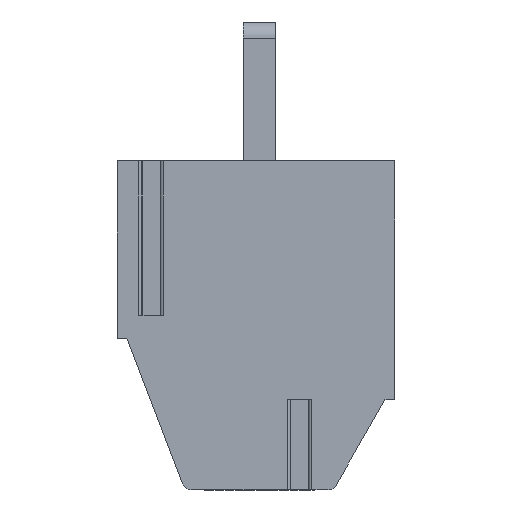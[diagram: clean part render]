
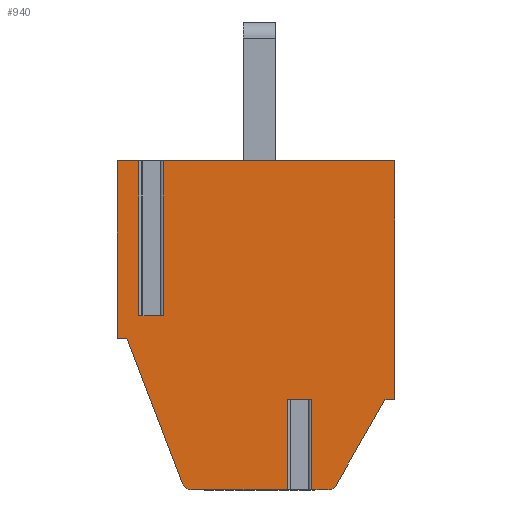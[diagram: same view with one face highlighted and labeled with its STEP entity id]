
A CAD part, front view. The second image highlights one B-rep face of the part: STEP entity #940.
In plain terms, the highlighted planar face has unit normal (0, -1, 0).
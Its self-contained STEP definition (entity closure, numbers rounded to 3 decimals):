
#940 = ADVANCED_FACE( '', ( #2567 ), #2568, .F. );
#2567 = FACE_OUTER_BOUND( '', #4986, .T. );
#2568 = PLANE( '', #4987 );
#4986 = EDGE_LOOP( '', ( #7852, #7853, #7854, #7855, #7856, #7857, #7858, #7859, #7860, #7861, #7862, #7863, #7864, #7865, #7866, #7867, #7868, #7869 ) );
#4987 = AXIS2_PLACEMENT_3D( '', #7870, #7871, #7872 );
#7852 = ORIENTED_EDGE( '', *, *, #14586, .T. );
#7853 = ORIENTED_EDGE( '', *, *, #14587, .F. );
#7854 = ORIENTED_EDGE( '', *, *, #14588, .F. );
#7855 = ORIENTED_EDGE( '', *, *, #14589, .F. );
#7856 = ORIENTED_EDGE( '', *, *, #14590, .F. );
#7857 = ORIENTED_EDGE( '', *, *, #14591, .F. );
#7858 = ORIENTED_EDGE( '', *, *, #14592, .T. );
#7859 = ORIENTED_EDGE( '', *, *, #14593, .F. );
#7860 = ORIENTED_EDGE( '', *, *, #14594, .F. );
#7861 = ORIENTED_EDGE( '', *, *, #14595, .T. );
#7862 = ORIENTED_EDGE( '', *, *, #14596, .F. );
#7863 = ORIENTED_EDGE( '', *, *, #14597, .F. );
#7864 = ORIENTED_EDGE( '', *, *, #14194, .T. );
#7865 = ORIENTED_EDGE( '', *, *, #14598, .F. );
#7866 = ORIENTED_EDGE( '', *, *, #14599, .F. );
#7867 = ORIENTED_EDGE( '', *, *, #14600, .F. );
#7868 = ORIENTED_EDGE( '', *, *, #14601, .F. );
#7869 = ORIENTED_EDGE( '', *, *, #14602, .F. );
#7870 = CARTESIAN_POINT( '', ( -2.078, -58.3, -9.9 ) );
#7871 = DIRECTION( '', ( 0., 1., 0. ) );
#7872 = DIRECTION( '', ( -1., 0., 0. ) );
#14194 = EDGE_CURVE( '', #16962, #16959, #16963, .T. );
#14586 = EDGE_CURVE( '', #17660, #17661, #17662, .T. );
#14587 = EDGE_CURVE( '', #17663, #17661, #17664, .T. );
#14588 = EDGE_CURVE( '', #17665, #17663, #17666, .T. );
#14589 = EDGE_CURVE( '', #17667, #17665, #17668, .T. );
#14590 = EDGE_CURVE( '', #17669, #17667, #17670, .T. );
#14591 = EDGE_CURVE( '', #17671, #17669, #17672, .T. );
#14592 = EDGE_CURVE( '', #17671, #17673, #17674, .T. );
#14593 = EDGE_CURVE( '', #17675, #17673, #17676, .T. );
#14594 = EDGE_CURVE( '', #17677, #17675, #17678, .T. );
#14595 = EDGE_CURVE( '', #17677, #17679, #17680, .T. );
#14596 = EDGE_CURVE( '', #17681, #17679, #17682, .F. );
#14597 = EDGE_CURVE( '', #16962, #17681, #17683, .T. );
#14598 = EDGE_CURVE( '', #17684, #16959, #17685, .T. );
#14599 = EDGE_CURVE( '', #17686, #17684, #17687, .T. );
#14600 = EDGE_CURVE( '', #17688, #17686, #17689, .T. );
#14601 = EDGE_CURVE( '', #17690, #17688, #17691, .T. );
#14602 = EDGE_CURVE( '', #17660, #17690, #17692, .F. );
#16959 = VERTEX_POINT( '', #21052 );
#16962 = VERTEX_POINT( '', #21056 );
#16963 = CIRCLE( '', #21057, 0.3 );
#17660 = VERTEX_POINT( '', #22024 );
#17661 = VERTEX_POINT( '', #22025 );
#17662 = LINE( '', #22026, #22027 );
#17663 = VERTEX_POINT( '', #22028 );
#17664 = LINE( '', #22029, #22030 );
#17665 = VERTEX_POINT( '', #22031 );
#17666 = LINE( '', #22032, #22033 );
#17667 = VERTEX_POINT( '', #22034 );
#17668 = LINE( '', #22035, #22036 );
#17669 = VERTEX_POINT( '', #22037 );
#17670 = LINE( '', #22038, #22039 );
#17671 = VERTEX_POINT( '', #22040 );
#17672 = LINE( '', #22041, #22042 );
#17673 = VERTEX_POINT( '', #22043 );
#17674 = CIRCLE( '', #22044, 0.3 );
#17675 = VERTEX_POINT( '', #22045 );
#17676 = LINE( '', #22046, #22047 );
#17677 = VERTEX_POINT( '', #22048 );
#17678 = LINE( '', #22049, #22050 );
#17679 = VERTEX_POINT( '', #22051 );
#17680 = LINE( '', #22052, #22053 );
#17681 = VERTEX_POINT( '', #22054 );
#17682 = LINE( '', #22055, #22056 );
#17683 = LINE( '', #22057, #22058 );
#17684 = VERTEX_POINT( '', #22059 );
#17685 = LINE( '', #22060, #22061 );
#17686 = VERTEX_POINT( '', #22062 );
#17687 = LINE( '', #22063, #22064 );
#17688 = VERTEX_POINT( '', #22065 );
#17689 = LINE( '', #22066, #22067 );
#17690 = VERTEX_POINT( '', #22068 );
#17691 = LINE( '', #22069, #22070 );
#17692 = LINE( '', #22071, #22072 );
#21052 = CARTESIAN_POINT( '', ( -1.818, -58.3, -10.049 ) );
#21056 = CARTESIAN_POINT( '', ( -2.078, -58.3, -10.2 ) );
#21057 = AXIS2_PLACEMENT_3D( '', #26675, #26676, #26677 );
#22024 = CARTESIAN_POINT( '', ( -7.173, -58.3, -4.8 ) );
#22025 = CARTESIAN_POINT( '', ( -7.927, -58.3, -4.8 ) );
#22026 = CARTESIAN_POINT( '', ( -7.754, -58.3, -4.8 ) );
#22027 = VECTOR( '', #27107, 1000. );
#22028 = CARTESIAN_POINT( '', ( -7.927, -58.3, 0. ) );
#22029 = CARTESIAN_POINT( '', ( -7.927, -58.3, -4.8 ) );
#22030 = VECTOR( '', #27108, 1000. );
#22031 = CARTESIAN_POINT( '', ( -8.6, -58.3, 0. ) );
#22032 = CARTESIAN_POINT( '', ( 0., -58.3, 0. ) );
#22033 = VECTOR( '', #27109, 1000. );
#22034 = CARTESIAN_POINT( '', ( -8.6, -58.3, -5.5 ) );
#22035 = CARTESIAN_POINT( '', ( -8.6, -58.3, 0. ) );
#22036 = VECTOR( '', #27110, 1000. );
#22037 = CARTESIAN_POINT( '', ( -8.3, -58.3, -5.5 ) );
#22038 = CARTESIAN_POINT( '', ( -8.6, -58.3, -5.5 ) );
#22039 = VECTOR( '', #27111, 1000. );
#22040 = CARTESIAN_POINT( '', ( -6.578, -58.3, -10.007 ) );
#22041 = CARTESIAN_POINT( '', ( -8.3, -58.3, -5.5 ) );
#22042 = VECTOR( '', #27112, 1000. );
#22043 = CARTESIAN_POINT( '', ( -6.298, -58.3, -10.2 ) );
#22044 = AXIS2_PLACEMENT_3D( '', #27113, #27114, #27115 );
#22045 = CARTESIAN_POINT( '', ( -3.327, -58.3, -10.2 ) );
#22046 = CARTESIAN_POINT( '', ( -6.298, -58.3, -10.2 ) );
#22047 = VECTOR( '', #27116, 1000. );
#22048 = CARTESIAN_POINT( '', ( -3.327, -58.3, -7.4 ) );
#22049 = CARTESIAN_POINT( '', ( -3.327, -58.3, -10.2 ) );
#22050 = VECTOR( '', #27117, 1000. );
#22051 = CARTESIAN_POINT( '', ( -2.573, -58.3, -7.4 ) );
#22052 = CARTESIAN_POINT( '', ( 2.472, -58.3, -7.4 ) );
#22053 = VECTOR( '', #27118, 1000. );
#22054 = CARTESIAN_POINT( '', ( -2.573, -58.3, -10.2 ) );
#22055 = CARTESIAN_POINT( '', ( -2.573, -58.3, -5.4 ) );
#22056 = VECTOR( '', #27119, 1000. );
#22057 = CARTESIAN_POINT( '', ( -6.298, -58.3, -10.2 ) );
#22058 = VECTOR( '', #27120, 1000. );
#22059 = CARTESIAN_POINT( '', ( -0.304, -58.3, -7.4 ) );
#22060 = CARTESIAN_POINT( '', ( -1.818, -58.3, -10.049 ) );
#22061 = VECTOR( '', #27121, 1000. );
#22062 = CARTESIAN_POINT( '', ( 0., -58.3, -7.4 ) );
#22063 = CARTESIAN_POINT( '', ( -0.304, -58.3, -7.4 ) );
#22064 = VECTOR( '', #27122, 1000. );
#22065 = CARTESIAN_POINT( '', ( 0., -58.3, 0. ) );
#22066 = CARTESIAN_POINT( '', ( 0., -58.3, -0.7 ) );
#22067 = VECTOR( '', #27123, 1000. );
#22068 = CARTESIAN_POINT( '', ( -7.173, -58.3, 0. ) );
#22069 = CARTESIAN_POINT( '', ( 0., -58.3, 0. ) );
#22070 = VECTOR( '', #27124, 1000. );
#22071 = CARTESIAN_POINT( '', ( -7.173, -58.3, 0. ) );
#22072 = VECTOR( '', #27125, 1000. );
#26675 = CARTESIAN_POINT( '', ( -2.078, -58.3, -9.9 ) );
#26676 = DIRECTION( '', ( 0., -1., 0. ) );
#26677 = DIRECTION( '', ( 1., 0., 0. ) );
#27107 = DIRECTION( '', ( -1., 0., 0. ) );
#27108 = DIRECTION( '', ( 0., 0., -1. ) );
#27109 = DIRECTION( '', ( 1., 0., 0. ) );
#27110 = DIRECTION( '', ( 0., 0., 1. ) );
#27111 = DIRECTION( '', ( -1., 0., 0. ) );
#27112 = DIRECTION( '', ( -0.357, 0., 0.934 ) );
#27113 = CARTESIAN_POINT( '', ( -6.298, -58.3, -9.9 ) );
#27114 = DIRECTION( '', ( 0., -1., 0. ) );
#27115 = DIRECTION( '', ( 1., 0., 0. ) );
#27116 = DIRECTION( '', ( -1., 0., 0. ) );
#27117 = DIRECTION( '', ( 0., 0., -1. ) );
#27118 = DIRECTION( '', ( 1., 0., 0. ) );
#27119 = DIRECTION( '', ( 0., 0., -1. ) );
#27120 = DIRECTION( '', ( -1., 0., 0. ) );
#27121 = DIRECTION( '', ( -0.496, 0., -0.868 ) );
#27122 = DIRECTION( '', ( -1., 0., 0. ) );
#27123 = DIRECTION( '', ( 0., 0., -1. ) );
#27124 = DIRECTION( '', ( 1., 0., 0. ) );
#27125 = DIRECTION( '', ( 0., 0., -1. ) );
